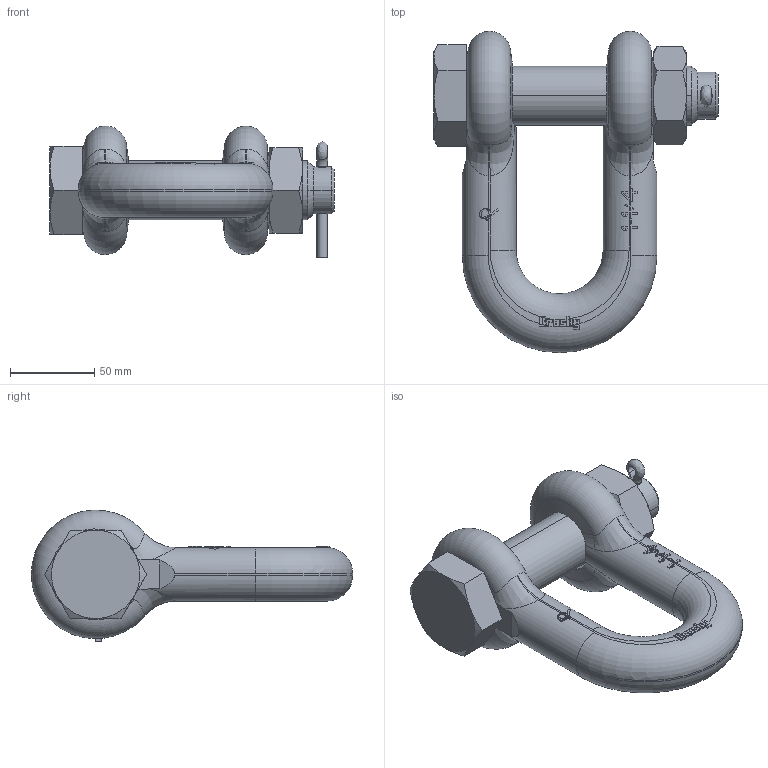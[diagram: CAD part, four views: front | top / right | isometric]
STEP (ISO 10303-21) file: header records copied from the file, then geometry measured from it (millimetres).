
FILE_DESCRIPTION((''),'2;1');
FILE_NAME('CROSBY_2150_125','2003-11-18T',('adoughty'),('The Crosby Group, Inc.'),'PRO/ENGINEER BY PARAMETRIC TECHNOLOGY CORPORATION, 2001150','PRO/ENGINEER BY PARAMETRIC TECHNOLOGY CORPORATION, 2001150','');
FILE_SCHEMA(('CONFIG_CONTROL_DESIGN'));
Length unit declared in the file: inch
Products named in the file (1): CROSBY_2150_125
Bounding box: 168.28 x 190.37 x 78.06 mm (x, y, z)
Volume: 568462 mm3; surface area: 85429 mm2
Topology: 2 solids, 2 shells, 299 faces, 835 edges, 539 vertices
Faces by surface type: plane 148, cylinder 89, torus 23, bspline 21, cone 18
Entity records: 11574 total; most frequent: CARTESIAN_POINT 4267, ORIENTED_EDGE 1670, DIRECTION 1340, EDGE_CURVE 835, VERTEX_POINT 539, AXIS2_PLACEMENT_3D 487, VECTOR 366, LINE 366
